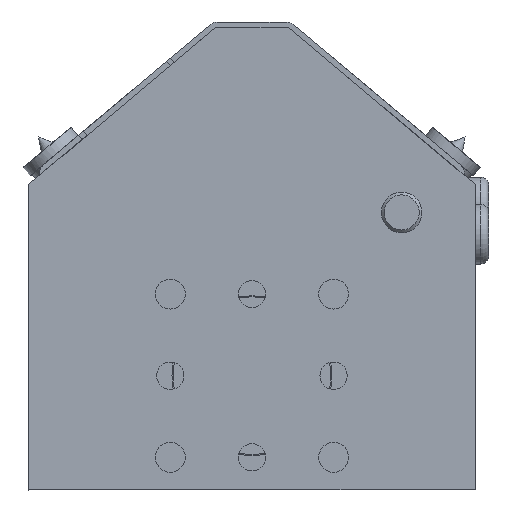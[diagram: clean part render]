
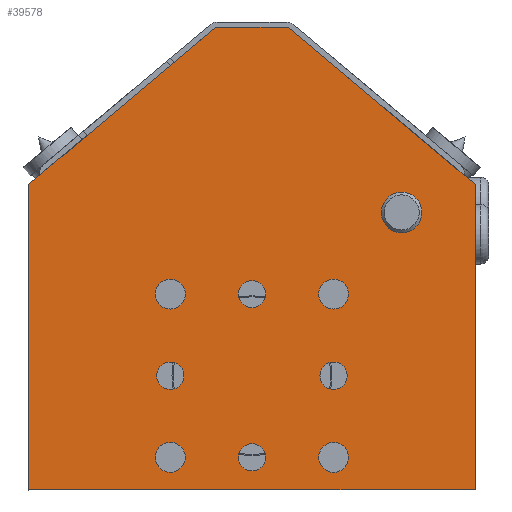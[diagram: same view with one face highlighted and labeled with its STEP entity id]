
A CAD part, left-side view. The second image highlights one B-rep face of the part: STEP entity #39578.
In plain terms, the highlighted face is planar.
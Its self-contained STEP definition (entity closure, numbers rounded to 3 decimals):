
#39054=CARTESIAN_POINT('',(337.,-12.25,5.));
#39055=VERTEX_POINT('',#39054);
#39056=CARTESIAN_POINT('',(337.,-15.,5.));
#39057=DIRECTION('',(-1.0,0.0,0.0));
#39058=DIRECTION('',(0.0,-1.0,0.0));
#39059=AXIS2_PLACEMENT_3D('',#39056,#39057,#39058);
#39060=CIRCLE('',#39059,2.75);
#39061=EDGE_CURVE('',#39055,#39055,#39060,.T.);
#39122=CARTESIAN_POINT('',(337.,17.75,35.));
#39123=VERTEX_POINT('',#39122);
#39124=CARTESIAN_POINT('',(337.,15.,35.));
#39125=DIRECTION('',(-1.0,0.0,0.0));
#39126=DIRECTION('',(0.0,-1.0,0.0));
#39127=AXIS2_PLACEMENT_3D('',#39124,#39125,#39126);
#39128=CIRCLE('',#39127,2.75);
#39129=EDGE_CURVE('',#39123,#39123,#39128,.T.);
#39190=CARTESIAN_POINT('',(337.,-12.25,35.));
#39191=VERTEX_POINT('',#39190);
#39192=CARTESIAN_POINT('',(337.,-15.,35.));
#39193=DIRECTION('',(-1.0,0.0,0.0));
#39194=DIRECTION('',(0.0,-1.0,0.0));
#39195=AXIS2_PLACEMENT_3D('',#39192,#39193,#39194);
#39196=CIRCLE('',#39195,2.75);
#39197=EDGE_CURVE('',#39191,#39191,#39196,.T.);
#39258=CARTESIAN_POINT('',(337.,17.75,5.));
#39259=VERTEX_POINT('',#39258);
#39260=CARTESIAN_POINT('',(337.,15.,5.));
#39261=DIRECTION('',(-1.0,0.0,0.0));
#39262=DIRECTION('',(0.0,-1.0,0.0));
#39263=AXIS2_PLACEMENT_3D('',#39260,#39261,#39262);
#39264=CIRCLE('',#39263,2.75);
#39265=EDGE_CURVE('',#39259,#39259,#39264,.T.);
#39293=CARTESIAN_POINT('',(337.,31.23,50.));
#39294=VERTEX_POINT('',#39293);
#39295=CARTESIAN_POINT('',(337.,27.5,50.));
#39296=DIRECTION('',(-1.0,0.0,0.0));
#39297=DIRECTION('',(0.0,1.0,0.0));
#39298=AXIS2_PLACEMENT_3D('',#39295,#39296,#39297);
#39299=CIRCLE('',#39298,3.73);
#39300=EDGE_CURVE('',#39294,#39294,#39299,.T.);
#39321=CARTESIAN_POINT('',(337.,-12.5,20.));
#39322=VERTEX_POINT('',#39321);
#39323=CARTESIAN_POINT('',(337.,-15.,20.));
#39324=DIRECTION('',(-1.0,0.0,0.0));
#39325=DIRECTION('',(0.0,1.0,0.0));
#39326=AXIS2_PLACEMENT_3D('',#39323,#39324,#39325);
#39327=CIRCLE('',#39326,2.5);
#39328=EDGE_CURVE('',#39322,#39322,#39327,.T.);
#39349=CARTESIAN_POINT('',(337.,2.5,35.));
#39350=VERTEX_POINT('',#39349);
#39351=CARTESIAN_POINT('',(337.,0.,35.));
#39352=DIRECTION('',(-1.0,0.0,0.0));
#39353=DIRECTION('',(0.0,1.0,0.0));
#39354=AXIS2_PLACEMENT_3D('',#39351,#39352,#39353);
#39355=CIRCLE('',#39354,2.5);
#39356=EDGE_CURVE('',#39350,#39350,#39355,.T.);
#39377=CARTESIAN_POINT('',(337.,17.5,20.));
#39378=VERTEX_POINT('',#39377);
#39379=CARTESIAN_POINT('',(337.,15.,20.));
#39380=DIRECTION('',(-1.0,0.0,0.0));
#39381=DIRECTION('',(0.0,1.0,0.0));
#39382=AXIS2_PLACEMENT_3D('',#39379,#39380,#39381);
#39383=CIRCLE('',#39382,2.5);
#39384=EDGE_CURVE('',#39378,#39378,#39383,.T.);
#39405=CARTESIAN_POINT('',(337.,2.5,5.));
#39406=VERTEX_POINT('',#39405);
#39407=CARTESIAN_POINT('',(337.,0.,5.));
#39408=DIRECTION('',(-1.0,0.0,0.0));
#39409=DIRECTION('',(0.0,1.0,0.0));
#39410=AXIS2_PLACEMENT_3D('',#39407,#39408,#39409);
#39411=CIRCLE('',#39410,2.5);
#39412=EDGE_CURVE('',#39406,#39406,#39411,.T.);
#39432=CARTESIAN_POINT('',(337.,6.651,84.));
#39433=VERTEX_POINT('',#39432);
#39440=CARTESIAN_POINT('',(337.,41.,55.178));
#39441=VERTEX_POINT('',#39440);
#39442=CARTESIAN_POINT('',(337.,41.,55.178));
#39443=DIRECTION('',(0.0,-0.766,0.643));
#39444=VECTOR('',#39443,44.839);
#39445=LINE('',#39442,#39444);
#39446=EDGE_CURVE('',#39441,#39433,#39445,.T.);
#39472=CARTESIAN_POINT('',(337.,-41.,55.178));
#39473=VERTEX_POINT('',#39472);
#39480=CARTESIAN_POINT('',(337.,-6.651,84.));
#39481=VERTEX_POINT('',#39480);
#39482=CARTESIAN_POINT('',(337.,-6.651,84.));
#39483=DIRECTION('',(0.0,-0.766,-0.643));
#39484=VECTOR('',#39483,44.839);
#39485=LINE('',#39482,#39484);
#39486=EDGE_CURVE('',#39481,#39473,#39485,.T.);
#39510=CARTESIAN_POINT('',(337.,-6.651,84.));
#39511=DIRECTION('',(0.0,1.0,0.0));
#39512=VECTOR('',#39511,13.303);
#39513=LINE('',#39510,#39512);
#39514=EDGE_CURVE('',#39481,#39433,#39513,.T.);
#39519=CARTESIAN_POINT('',(337.,0.,41.5));
#39520=DIRECTION('',(1.0,0.0,0.0));
#39521=DIRECTION('',(0.0,1.0,0.0));
#39522=AXIS2_PLACEMENT_3D('',#39519,#39520,#39521);
#39523=PLANE('',#39522);
#39524=ORIENTED_EDGE('',*,*,#39446,.T.);
#39525=ORIENTED_EDGE('',*,*,#39514,.F.);
#39526=ORIENTED_EDGE('',*,*,#39486,.T.);
#39527=CARTESIAN_POINT('',(337.,-41.,-1.));
#39528=VERTEX_POINT('',#39527);
#39529=CARTESIAN_POINT('',(337.,-41.,-1.));
#39530=DIRECTION('',(0.0,0.0,1.0));
#39531=VECTOR('',#39530,56.178);
#39532=LINE('',#39529,#39531);
#39533=EDGE_CURVE('',#39528,#39473,#39532,.T.);
#39534=ORIENTED_EDGE('',*,*,#39533,.F.);
#39535=CARTESIAN_POINT('',(337.,41.,-1.));
#39536=VERTEX_POINT('',#39535);
#39537=CARTESIAN_POINT('',(337.,41.,-1.));
#39538=DIRECTION('',(0.0,-1.0,0.0));
#39539=VECTOR('',#39538,82.);
#39540=LINE('',#39537,#39539);
#39541=EDGE_CURVE('',#39536,#39528,#39540,.T.);
#39542=ORIENTED_EDGE('',*,*,#39541,.F.);
#39543=CARTESIAN_POINT('',(337.,41.,55.178));
#39544=DIRECTION('',(0.0,0.0,-1.0));
#39545=VECTOR('',#39544,56.178);
#39546=LINE('',#39543,#39545);
#39547=EDGE_CURVE('',#39441,#39536,#39546,.T.);
#39548=ORIENTED_EDGE('',*,*,#39547,.F.);
#39549=EDGE_LOOP('',(#39524,#39525,#39526,#39534,#39542,#39548));
#39550=FACE_OUTER_BOUND('',#39549,.T.);
#39551=ORIENTED_EDGE('',*,*,#39061,.T.);
#39552=EDGE_LOOP('',(#39551));
#39553=FACE_BOUND('',#39552,.T.);
#39554=ORIENTED_EDGE('',*,*,#39129,.T.);
#39555=EDGE_LOOP('',(#39554));
#39556=FACE_BOUND('',#39555,.T.);
#39557=ORIENTED_EDGE('',*,*,#39197,.T.);
#39558=EDGE_LOOP('',(#39557));
#39559=FACE_BOUND('',#39558,.T.);
#39560=ORIENTED_EDGE('',*,*,#39265,.T.);
#39561=EDGE_LOOP('',(#39560));
#39562=FACE_BOUND('',#39561,.T.);
#39563=ORIENTED_EDGE('',*,*,#39300,.T.);
#39564=EDGE_LOOP('',(#39563));
#39565=FACE_BOUND('',#39564,.T.);
#39566=ORIENTED_EDGE('',*,*,#39328,.T.);
#39567=EDGE_LOOP('',(#39566));
#39568=FACE_BOUND('',#39567,.T.);
#39569=ORIENTED_EDGE('',*,*,#39356,.T.);
#39570=EDGE_LOOP('',(#39569));
#39571=FACE_BOUND('',#39570,.T.);
#39572=ORIENTED_EDGE('',*,*,#39384,.T.);
#39573=EDGE_LOOP('',(#39572));
#39574=FACE_BOUND('',#39573,.T.);
#39575=ORIENTED_EDGE('',*,*,#39412,.T.);
#39576=EDGE_LOOP('',(#39575));
#39577=FACE_BOUND('',#39576,.T.);
#39578=ADVANCED_FACE('',(#39550,#39553,#39556,#39559,#39562,#39565,#39568,#39571,#39574,#39577),#39523,.T.);
